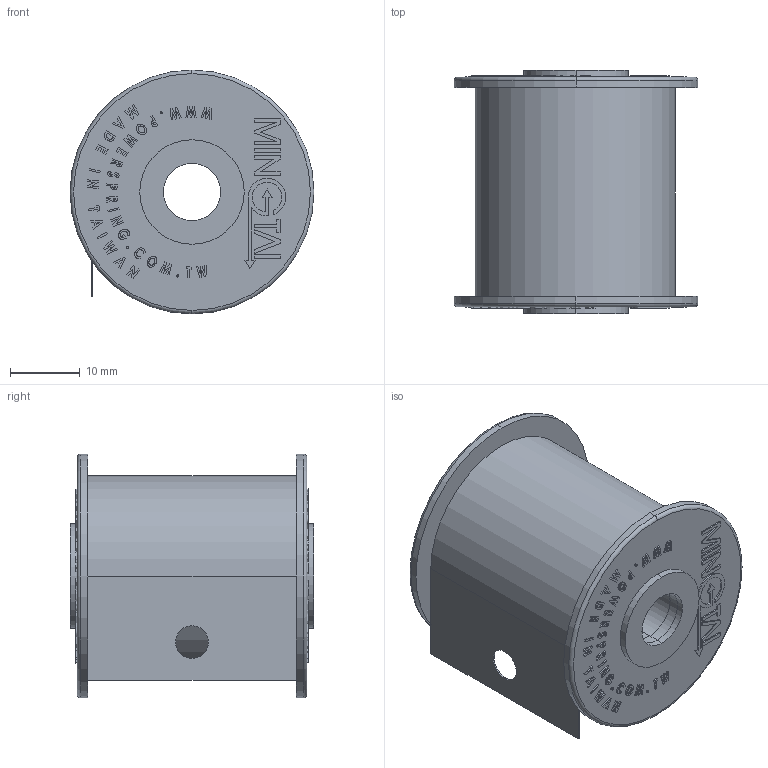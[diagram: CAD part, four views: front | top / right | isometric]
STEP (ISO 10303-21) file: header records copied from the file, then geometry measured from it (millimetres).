
FILE_DESCRIPTION (( 'STEP AP203' ), '1' );
FILE_NAME ('CP02000610.STEP', '2020-11-25T05:27:41', ( '' ), ( '' ), 'SwSTEP 2.0', 'SolidWorks 2020', '' );
FILE_SCHEMA (( 'CONFIG_CONTROL_DESIGN' ));
Length unit declared in the file: millimetre
Products named in the file (3): CP02000610_Spring; 25mm(OD35)_10mm(OD17); CP02000610
Assembly tree (3 placements, depth 2):
  CP02000610
    CP02000610_Spring
    25mm(OD35)_10mm(OD17)  x2
Bounding box: 35 x 35 x 35 mm (x, y, z)
Volume: 13911.6 mm3; surface area: 51891.5 mm2
Topology: 75 solids, 75 shells, 1168 faces, 2996 edges, 1992 vertices
Faces by surface type: plane 842, bspline 174, cylinder 136, torus 12, cone 4
Entity records: 23298 total; most frequent: CARTESIAN_POINT 8398, ORIENTED_EDGE 3158, DIRECTION 2667, EDGE_CURVE 1579, LINE 1205, VECTOR 1205, VERTEX_POINT 1050, AXIS2_PLACEMENT_3D 731
